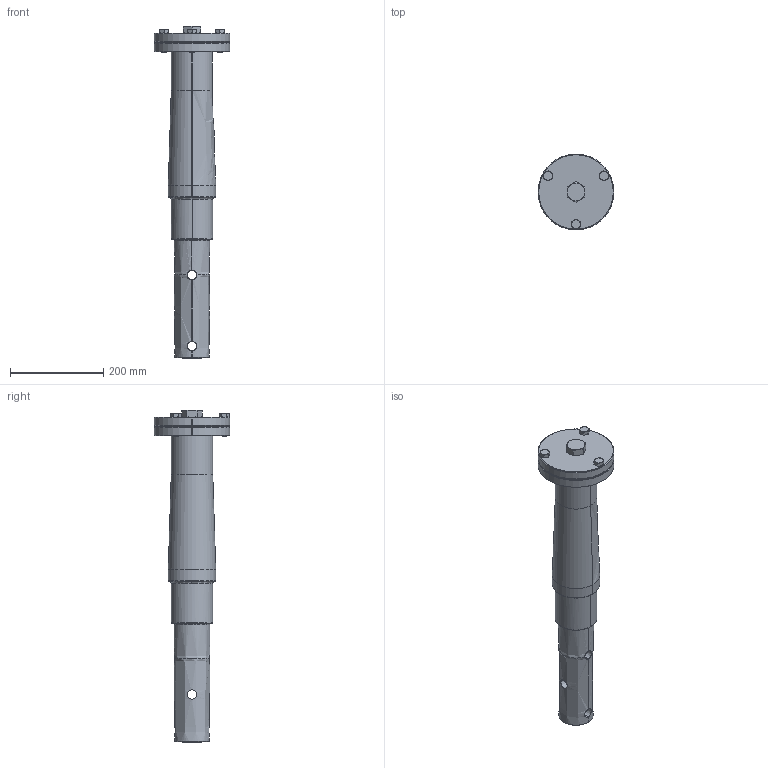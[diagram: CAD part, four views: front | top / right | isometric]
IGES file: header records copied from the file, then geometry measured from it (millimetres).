
Start section: SolidWorks IGES file using analytic representation for surfaces
Global section: file name: 30DEFAU072416224140.igs; native system: SolidWorks 2017; preprocessor: SolidWorks 2017; author: partstream; date: 170724.160227; units: inch
Bounding box: 162.56 x 162.56 x 710.67 mm (x, y, z)
Surface area: 323233.9 mm2 (no closed solid volume)
Topology: 0 solids, 0 shells, 194 faces, 3715 edges, 3708 vertices
Faces by surface type: revolution 135, bspline 59
